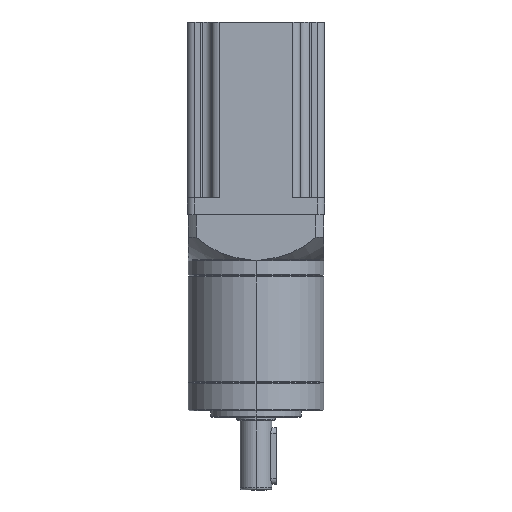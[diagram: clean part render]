
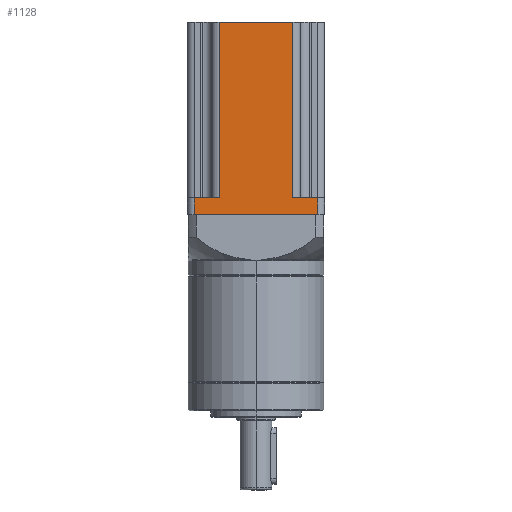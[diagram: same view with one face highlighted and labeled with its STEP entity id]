
A CAD part, left-side view. The second image highlights one B-rep face of the part: STEP entity #1128.
In plain terms, the highlighted planar face has unit normal (-1, 0, 0).
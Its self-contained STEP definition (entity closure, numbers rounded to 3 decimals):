
#306 = CARTESIAN_POINT ( 'NONE',  ( -30.25, -27.25, 85. ) ) ;
#307 = DIRECTION ( 'NONE',  ( 0., 0., -1. ) ) ;
#310 = CARTESIAN_POINT ( 'NONE',  ( -30.25, 27.25, 85. ) ) ;
#311 = DIRECTION ( 'NONE',  ( 0., 0., -1. ) ) ;
#440 = PLANE ( 'NONE',  #5417 ) ;
#441 = CARTESIAN_POINT ( 'NONE',  ( -30.25, 27.25, 85. ) ) ;
#442 = DIRECTION ( 'NONE',  ( 1., 0., 0. ) ) ;
#443 = DIRECTION ( 'NONE',  ( 0., 1., 0. ) ) ;
#626 = CARTESIAN_POINT ( 'NONE',  ( -30.25, 16.275, 85. ) ) ;
#627 = DIRECTION ( 'NONE',  ( 0., 0., -1. ) ) ;
#628 = CARTESIAN_POINT ( 'NONE',  ( -30.25, 27.25, 85. ) ) ;
#629 = DIRECTION ( 'NONE',  ( 0., -1., 0. ) ) ;
#630 = CARTESIAN_POINT ( 'NONE',  ( -30.25, 27.25, 7.5 ) ) ;
#631 = DIRECTION ( 'NONE',  ( 0., -1., 0. ) ) ;
#632 = CARTESIAN_POINT ( 'NONE',  ( -30.25, -19.575, 7.5 ) ) ;
#633 = DIRECTION ( 'NONE',  ( 0., -1., 0. ) ) ;
#634 = CARTESIAN_POINT ( 'NONE',  ( -30.25, -16.275, 85. ) ) ;
#635 = DIRECTION ( 'NONE',  ( 0., 0., 1. ) ) ;
#831 = VECTOR ( 'NONE', #307, 1000. ) ;
#835 = VECTOR ( 'NONE', #311, 1000. ) ;
#1025 = VECTOR ( 'NONE', #635, 1000. ) ;
#1128 = ADVANCED_FACE ( 'NONE', ( #2398 ), #440, .F. ) ;
#1357 = EDGE_LOOP ( 'NONE', ( #2678, #2680, #2679, #2681, #2683, #2682, #2684, #2686 ) ) ;
#1459 = VECTOR ( 'NONE', #4157, 1000. ) ;
#1475 = VECTOR ( 'NONE', #627, 1000. ) ;
#1476 = VECTOR ( 'NONE', #629, 1000. ) ;
#1477 = VECTOR ( 'NONE', #631, 1000. ) ;
#1718 = CARTESIAN_POINT ( 'NONE',  ( -30.25, -16.275, 85. ) ) ;
#1719 = CARTESIAN_POINT ( 'NONE',  ( -30.25, -27.25, 7.5 ) ) ;
#1805 = LINE ( 'NONE', #310, #835 ) ;
#2026 = LINE ( 'NONE', #4156, #1459 ) ;
#2039 = LINE ( 'NONE', #626, #1475 ) ;
#2040 = LINE ( 'NONE', #628, #1476 ) ;
#2041 = LINE ( 'NONE', #630, #1477 ) ;
#2042 = LINE ( 'NONE', #632, #2864 ) ;
#2043 = LINE ( 'NONE', #634, #1025 ) ;
#2093 = LINE ( 'NONE', #306, #831 ) ;
#2398 = FACE_OUTER_BOUND ( 'NONE', #1357, .T. ) ;
#2678 = ORIENTED_EDGE ( 'NONE', *, *, #5012, .F. ) ;
#2679 = ORIENTED_EDGE ( 'NONE', *, *, #5013, .F. ) ;
#2680 = ORIENTED_EDGE ( 'NONE', *, *, #5011, .T. ) ;
#2681 = ORIENTED_EDGE ( 'NONE', *, *, #5110, .T. ) ;
#2682 = ORIENTED_EDGE ( 'NONE', *, *, #5108, .F. ) ;
#2683 = ORIENTED_EDGE ( 'NONE', *, *, #4997, .T. ) ;
#2684 = ORIENTED_EDGE ( 'NONE', *, *, #5014, .F. ) ;
#2686 = ORIENTED_EDGE ( 'NONE', *, *, #5015, .T. ) ;
#2864 = VECTOR ( 'NONE', #633, 1000. ) ;
#2977 = CARTESIAN_POINT ( 'NONE',  ( -30.25, 27.25, 0. ) ) ;
#3068 = VERTEX_POINT ( 'NONE', #4650 ) ;
#3070 = VERTEX_POINT ( 'NONE', #4652 ) ;
#3075 = VERTEX_POINT ( 'NONE', #4657 ) ;
#3077 = VERTEX_POINT ( 'NONE', #4659 ) ;
#3080 = VERTEX_POINT ( 'NONE', #4662 ) ;
#3564 = VERTEX_POINT ( 'NONE', #2977 ) ;
#4156 = CARTESIAN_POINT ( 'NONE',  ( -30.25, 27.25, 0. ) ) ;
#4157 = DIRECTION ( 'NONE',  ( 0., -1., 0. ) ) ;
#4539 = VERTEX_POINT ( 'NONE', #1718 ) ;
#4541 = VERTEX_POINT ( 'NONE', #1719 ) ;
#4650 = CARTESIAN_POINT ( 'NONE',  ( -30.25, -16.275, 7.5 ) ) ;
#4652 = CARTESIAN_POINT ( 'NONE',  ( -30.25, 16.275, 7.5 ) ) ;
#4657 = CARTESIAN_POINT ( 'NONE',  ( -30.25, 27.25, 7.5 ) ) ;
#4659 = CARTESIAN_POINT ( 'NONE',  ( -30.25, 16.275, 85. ) ) ;
#4662 = CARTESIAN_POINT ( 'NONE',  ( -30.25, -27.25, 0. ) ) ;
#4997 = EDGE_CURVE ( 'NONE', #3564, #3080, #2026, .T. ) ;
#5011 = EDGE_CURVE ( 'NONE', #3077, #3070, #2039, .T. ) ;
#5012 = EDGE_CURVE ( 'NONE', #3077, #4539, #2040, .T. ) ;
#5013 = EDGE_CURVE ( 'NONE', #3075, #3070, #2041, .T. ) ;
#5014 = EDGE_CURVE ( 'NONE', #3068, #4541, #2042, .T. ) ;
#5015 = EDGE_CURVE ( 'NONE', #3068, #4539, #2043, .T. ) ;
#5108 = EDGE_CURVE ( 'NONE', #4541, #3080, #2093, .T. ) ;
#5110 = EDGE_CURVE ( 'NONE', #3075, #3564, #1805, .T. ) ;
#5417 = AXIS2_PLACEMENT_3D ( 'NONE', #441, #442, #443 ) ;
